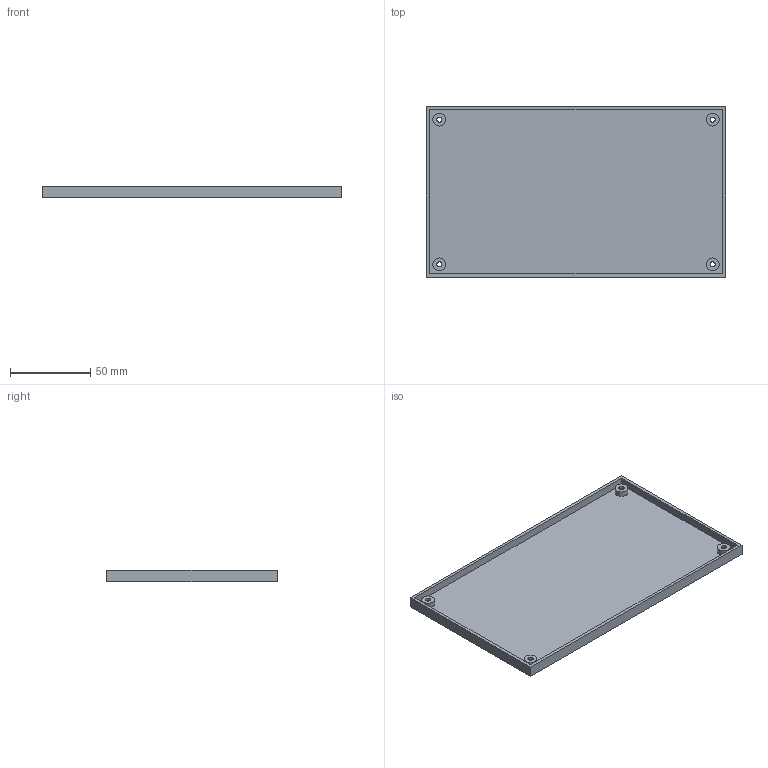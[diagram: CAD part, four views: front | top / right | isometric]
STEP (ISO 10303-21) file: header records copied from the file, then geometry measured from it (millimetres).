
FILE_DESCRIPTION(/* description */ ('Unknown'),/* implementation_level */ '2;1');
FILE_NAME(/* name */ 'bottom',/* time_stamp */ '2024-10-25T23:16:23+02:00',/* author */ ('Unknown'),/* organization */ ('Unknown'),/* preprocessor_version */ 'ST-DEVELOPER v19.4',/* originating_system */ 'Solid Edge',/* authorisation */ 'Unknown');
FILE_SCHEMA (('AUTOMOTIVE_DESIGN {1 0 10303 214 3 1 1}'));
Length unit declared in the file: millimetre
Products named in the file (1): bottom
Bounding box: 186 x 106 x 7 mm (x, y, z)
Volume: 45395.1 mm3; surface area: 47009.4 mm2
Topology: 1 solids, 1 shells, 31 faces, 66 edges, 46 vertices
Faces by surface type: plane 19, cylinder 12
Full cylindrical faces by diameter (mm): 3.2 x4, 6 x4, 8 x4
Entity records: 784 total; most frequent: DIRECTION 136, CARTESIAN_POINT 120, ORIENTED_EDGE 96, EDGE_LOOP 60, FACE_BOUND 60, AXIS2_PLACEMENT_3D 56, EDGE_CURVE 48, VERTEX_POINT 40
